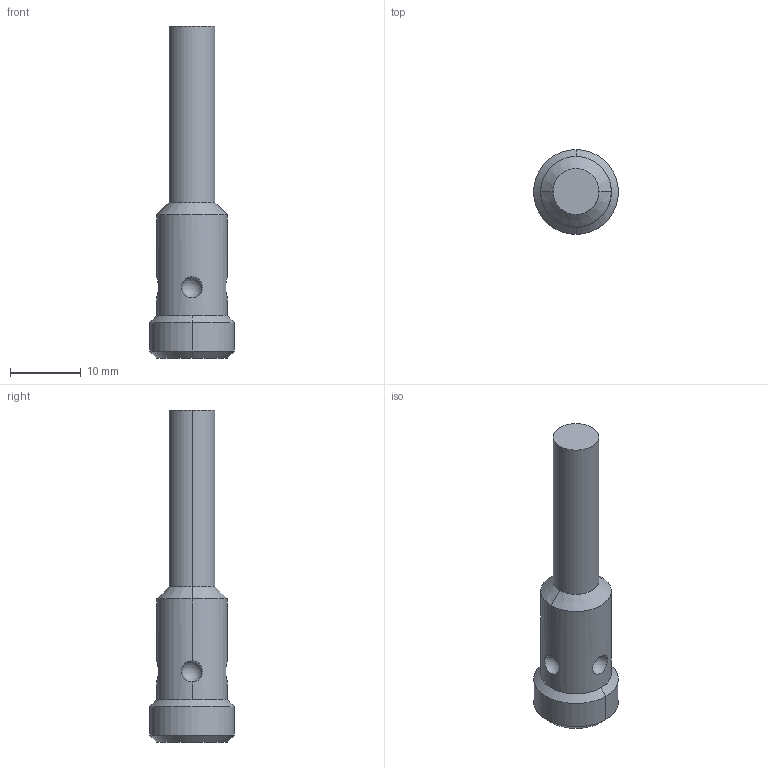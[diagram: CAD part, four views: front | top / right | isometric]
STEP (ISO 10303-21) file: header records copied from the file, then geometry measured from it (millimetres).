
FILE_DESCRIPTION((''),'2;1');
FILE_NAME('PRT0001','2012-02-09T',('dhelisch'),(''),'PRO/ENGINEER BY PARAMETRIC TECHNOLOGY CORPORATION, 2007250','PRO/ENGINEER BY PARAMETRIC TECHNOLOGY CORPORATION, 2007250','');
FILE_SCHEMA(('CONFIG_CONTROL_DESIGN'));
Length unit declared in the file: millimetre
Products named in the file (1): PRT0001
Bounding box: 12 x 12 x 47 mm (x, y, z)
Volume: 2660.7 mm3; surface area: 1407 mm2
Topology: 1 solids, 1 shells, 19 faces, 46 edges, 24 vertices
Faces by surface type: cylinder 6, cone 6, sphere 4, plane 3
Entity records: 840 total; most frequent: CARTESIAN_POINT 201, DIRECTION 84, ORIENTED_EDGE 76, COLOUR_RGB 74, PRESENTATION_STYLE_ASSIGNMENT 39, STYLED_ITEM 39, CURVE_STYLE 38, EDGE_CURVE 38
